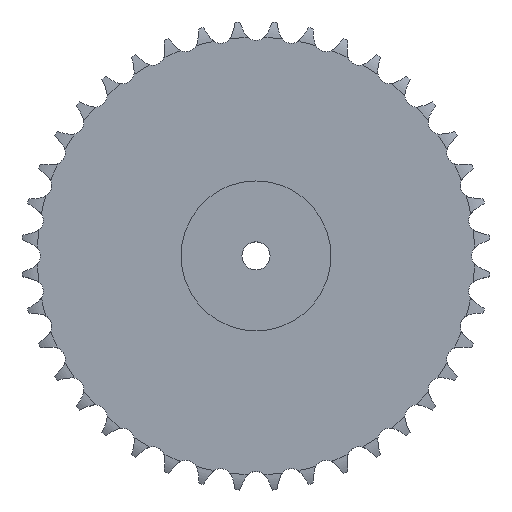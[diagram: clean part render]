
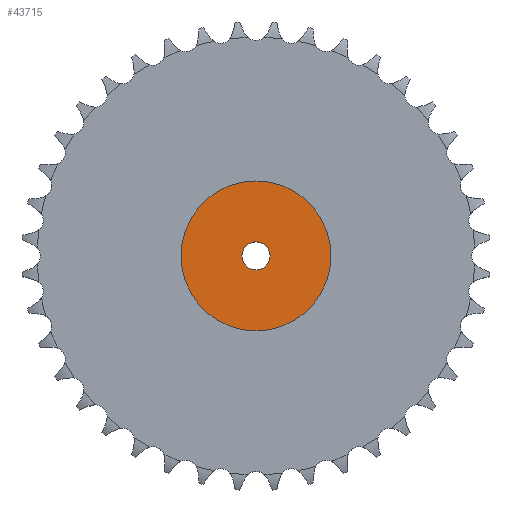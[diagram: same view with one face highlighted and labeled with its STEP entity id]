
A CAD part, top view. The second image highlights one B-rep face of the part: STEP entity #43715.
In plain terms, the highlighted planar face has unit normal (0, 0, 1).
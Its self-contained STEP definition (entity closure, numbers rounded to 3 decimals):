
#4881 = CYLINDRICAL_SURFACE('',#4882,80.);
#4882 = AXIS2_PLACEMENT_3D('',#4883,#4884,#4885);
#4883 = CARTESIAN_POINT('',(0.,0.,0.));
#4884 = DIRECTION('',(-0.,-0.,-1.));
#4885 = DIRECTION('',(1.,0.,0.));
#27404 = VERTEX_POINT('',#27405);
#27405 = CARTESIAN_POINT('',(80.,0.,60.));
#27426 = EDGE_CURVE('',#27404,#27404,#27427,.T.);
#27427 = SURFACE_CURVE('',#27428,(#27433,#27440),.PCURVE_S1.);
#27428 = CIRCLE('',#27429,80.);
#27429 = AXIS2_PLACEMENT_3D('',#27430,#27431,#27432);
#27430 = CARTESIAN_POINT('',(0.,0.,60.));
#27431 = DIRECTION('',(0.,0.,1.));
#27432 = DIRECTION('',(1.,0.,0.));
#27433 = PCURVE('',#4881,#27434);
#27434 = DEFINITIONAL_REPRESENTATION('',(#27435),#27439);
#27435 = LINE('',#27436,#27437);
#27436 = CARTESIAN_POINT('',(-0.,-60.));
#27437 = VECTOR('',#27438,1.);
#27438 = DIRECTION('',(-1.,0.));
#27439 = ( GEOMETRIC_REPRESENTATION_CONTEXT(2) 
PARAMETRIC_REPRESENTATION_CONTEXT() REPRESENTATION_CONTEXT('2D SPACE',''
  ) );
#27440 = PCURVE('',#27441,#27446);
#27441 = PLANE('',#27442);
#27442 = AXIS2_PLACEMENT_3D('',#27443,#27444,#27445);
#27443 = CARTESIAN_POINT('',(0.,0.,60.)
  );
#27444 = DIRECTION('',(0.,0.,1.));
#27445 = DIRECTION('',(1.,0.,0.));
#27446 = DEFINITIONAL_REPRESENTATION('',(#27447),#27451);
#27447 = CIRCLE('',#27448,80.);
#27448 = AXIS2_PLACEMENT_2D('',#27449,#27450);
#27449 = CARTESIAN_POINT('',(0.,0.));
#27450 = DIRECTION('',(1.,0.));
#27451 = ( GEOMETRIC_REPRESENTATION_CONTEXT(2) 
PARAMETRIC_REPRESENTATION_CONTEXT() REPRESENTATION_CONTEXT('2D SPACE',''
  ) );
#37113 = CYLINDRICAL_SURFACE('',#37114,15.);
#37114 = AXIS2_PLACEMENT_3D('',#37115,#37116,#37117);
#37115 = CARTESIAN_POINT('',(0.,0.,746.274));
#37116 = DIRECTION('',(0.,0.,1.));
#37117 = DIRECTION('',(1.,0.,0.));
#43715 = ADVANCED_FACE('',(#43716,#43719),#27441,.T.);
#43716 = FACE_BOUND('',#43717,.T.);
#43717 = EDGE_LOOP('',(#43718));
#43718 = ORIENTED_EDGE('',*,*,#27426,.T.);
#43719 = FACE_BOUND('',#43720,.T.);
#43720 = EDGE_LOOP('',(#43721));
#43721 = ORIENTED_EDGE('',*,*,#43722,.F.);
#43722 = EDGE_CURVE('',#43723,#43723,#43725,.T.);
#43723 = VERTEX_POINT('',#43724);
#43724 = CARTESIAN_POINT('',(15.,0.,60.));
#43725 = SURFACE_CURVE('',#43726,(#43731,#43738),.PCURVE_S1.);
#43726 = CIRCLE('',#43727,15.);
#43727 = AXIS2_PLACEMENT_3D('',#43728,#43729,#43730);
#43728 = CARTESIAN_POINT('',(0.,0.,60.));
#43729 = DIRECTION('',(0.,0.,1.));
#43730 = DIRECTION('',(1.,0.,0.));
#43731 = PCURVE('',#27441,#43732);
#43732 = DEFINITIONAL_REPRESENTATION('',(#43733),#43737);
#43733 = CIRCLE('',#43734,15.);
#43734 = AXIS2_PLACEMENT_2D('',#43735,#43736);
#43735 = CARTESIAN_POINT('',(0.,0.));
#43736 = DIRECTION('',(1.,0.));
#43737 = ( GEOMETRIC_REPRESENTATION_CONTEXT(2) 
PARAMETRIC_REPRESENTATION_CONTEXT() REPRESENTATION_CONTEXT('2D SPACE',''
  ) );
#43738 = PCURVE('',#37113,#43739);
#43739 = DEFINITIONAL_REPRESENTATION('',(#43740),#43744);
#43740 = LINE('',#43741,#43742);
#43741 = CARTESIAN_POINT('',(0.,-686.274));
#43742 = VECTOR('',#43743,1.);
#43743 = DIRECTION('',(1.,0.));
#43744 = ( GEOMETRIC_REPRESENTATION_CONTEXT(2) 
PARAMETRIC_REPRESENTATION_CONTEXT() REPRESENTATION_CONTEXT('2D SPACE',''
  ) );
